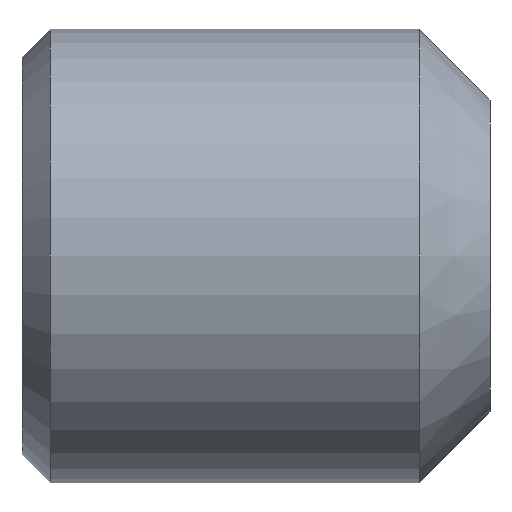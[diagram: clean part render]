
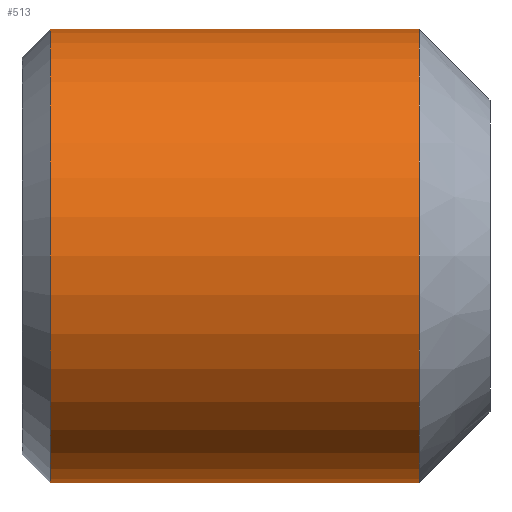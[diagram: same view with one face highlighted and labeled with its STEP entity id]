
A CAD part, front view. The second image highlights one B-rep face of the part: STEP entity #513.
In plain terms, the highlighted cylindrical face has radius 8 mm (diameter 16 mm), a partial arc.
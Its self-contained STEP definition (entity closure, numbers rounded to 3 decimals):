
#2 = AXIS2_PLACEMENT_3D ( 'NONE', #295, #519, #157 ) ;
#8 = DIRECTION ( 'NONE',  ( -1., 0., 0. ) ) ;
#22 = AXIS2_PLACEMENT_3D ( 'NONE', #176, #8, #348 ) ;
#51 = FACE_OUTER_BOUND ( 'NONE', #496, .T. ) ;
#82 = DIRECTION ( 'NONE',  ( -1., 0., 0. ) ) ;
#112 = CIRCLE ( 'NONE', #489, 8. ) ;
#117 = CARTESIAN_POINT ( 'NONE',  ( -12.7, 0., -8. ) ) ;
#120 = CARTESIAN_POINT ( 'NONE',  ( 1., 0., -8. ) ) ;
#125 = DIRECTION ( 'NONE',  ( -1., 0., 0. ) ) ;
#135 = CARTESIAN_POINT ( 'NONE',  ( 14., 0., -8. ) ) ;
#152 = LINE ( 'NONE', #117, #530 ) ;
#157 = DIRECTION ( 'NONE',  ( 0., 0., 1. ) ) ;
#176 = CARTESIAN_POINT ( 'NONE',  ( -12.7, 0., 0. ) ) ;
#188 = LINE ( 'NONE', #378, #515 ) ;
#193 = EDGE_CURVE ( 'NONE', #525, #417, #458, .T. ) ;
#203 = VERTEX_POINT ( 'NONE', #386 ) ;
#224 = ORIENTED_EDGE ( 'NONE', *, *, #257, .F. ) ;
#245 = DIRECTION ( 'NONE',  ( -1., 0., 0. ) ) ;
#247 = VERTEX_POINT ( 'NONE', #120 ) ;
#257 = EDGE_CURVE ( 'NONE', #525, #247, #152, .T. ) ;
#288 = EDGE_CURVE ( 'NONE', #417, #203, #188, .T. ) ;
#295 = CARTESIAN_POINT ( 'NONE',  ( 14., 0., 0. ) ) ;
#300 = EDGE_CURVE ( 'NONE', #247, #203, #112, .T. ) ;
#340 = CARTESIAN_POINT ( 'NONE',  ( 14., 0., 8. ) ) ;
#348 = DIRECTION ( 'NONE',  ( 0., 0., 1. ) ) ;
#378 = CARTESIAN_POINT ( 'NONE',  ( -12.7, 0., 8. ) ) ;
#386 = CARTESIAN_POINT ( 'NONE',  ( 1., 0., 8. ) ) ;
#389 = ORIENTED_EDGE ( 'NONE', *, *, #300, .F. ) ;
#403 = CYLINDRICAL_SURFACE ( 'NONE', #22, 8. ) ;
#417 = VERTEX_POINT ( 'NONE', #340 ) ;
#432 = DIRECTION ( 'NONE',  ( 0., 0., 1. ) ) ;
#458 = CIRCLE ( 'NONE', #2, 8. ) ;
#477 = CARTESIAN_POINT ( 'NONE',  ( 1., 0., 0. ) ) ;
#487 = ORIENTED_EDGE ( 'NONE', *, *, #193, .T. ) ;
#489 = AXIS2_PLACEMENT_3D ( 'NONE', #477, #125, #432 ) ;
#496 = EDGE_LOOP ( 'NONE', ( #224, #487, #522, #389 ) ) ;
#513 = ADVANCED_FACE ( 'NONE', ( #51 ), #403, .T. ) ;
#515 = VECTOR ( 'NONE', #245, 1000. ) ;
#519 = DIRECTION ( 'NONE',  ( -1., 0., 0. ) ) ;
#522 = ORIENTED_EDGE ( 'NONE', *, *, #288, .T. ) ;
#525 = VERTEX_POINT ( 'NONE', #135 ) ;
#530 = VECTOR ( 'NONE', #82, 1000. ) ;
